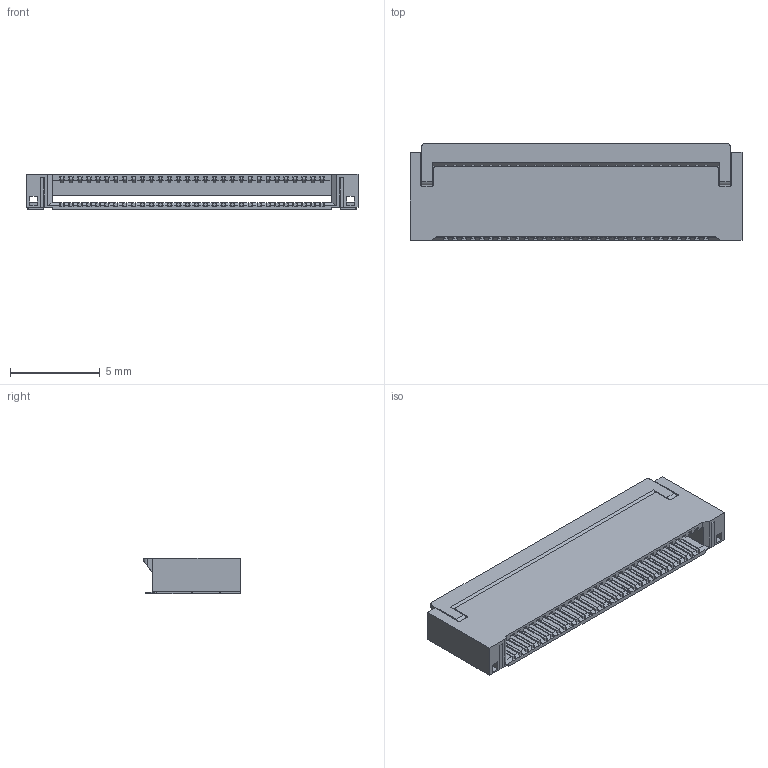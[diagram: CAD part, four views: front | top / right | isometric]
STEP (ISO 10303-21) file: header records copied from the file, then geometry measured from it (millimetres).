
FILE_DESCRIPTION (( 'STEP AP214' ), '1' );
FILE_NAME ('FPC-SMD_30P-P0.50_FPC-05FB-30PH20.STEP', '2021-09-11T07:51:43', ( '' ), ( '' ), 'SwSTEP 2.0', 'SolidWorks 2020', '' );
FILE_SCHEMA (( 'AUTOMOTIVE_DESIGN' ));
Length unit declared in the file: millimetre
Products named in the file (1): FPC-SMD_30P-P0.50_FPC-05FB-30PH20
Bounding box: 18.5 x 5.4 x 2 mm (x, y, z)
Volume: 79.1 mm3; surface area: 794.9 mm2
Topology: 64 solids, 64 shells, 1000 faces, 2615 edges, 1742 vertices
Faces by surface type: plane 936, cylinder 52, bspline 12
Entity records: 42566 total; most frequent: CARTESIAN_POINT 6240, ORIENTED_EDGE 5230, DIRECTION 4673, EDGE_CURVE 2615, VECTOR 2483, LINE 2483, VERTEX_POINT 1742, AXIS2_PLACEMENT_3D 1095
